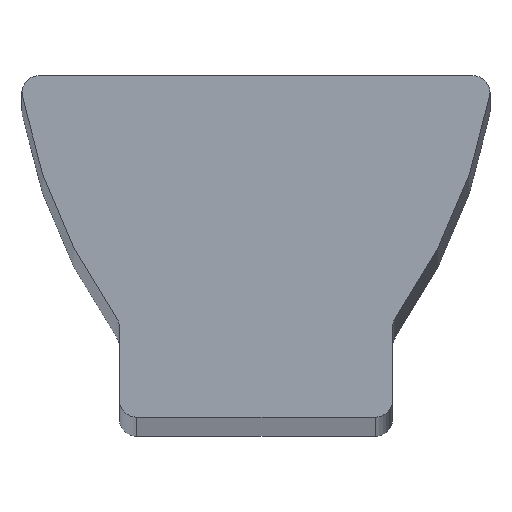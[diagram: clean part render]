
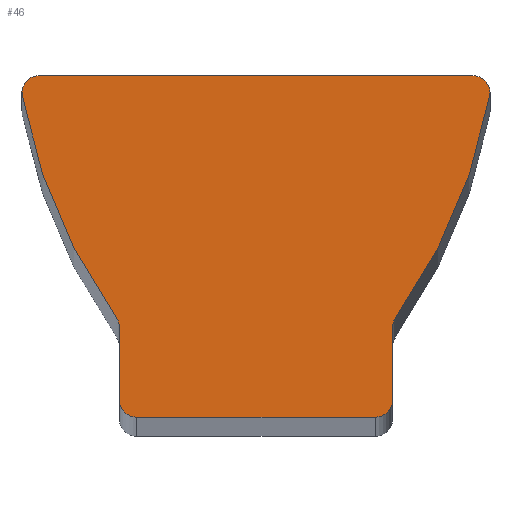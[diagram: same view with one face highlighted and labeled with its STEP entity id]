
A CAD part, top view. The second image highlights one B-rep face of the part: STEP entity #46.
In plain terms, the highlighted planar face has unit normal (0, 0, 1).
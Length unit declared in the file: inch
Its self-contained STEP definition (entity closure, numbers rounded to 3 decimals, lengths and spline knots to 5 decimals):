
#2 = CARTESIAN_POINT ( 'NONE',  ( 0.2186, 0.0312, 0.3125 ) ) ;
#6 = DIRECTION ( 'NONE',  ( 1., 0., 0. ) ) ;
#11 = ORIENTED_EDGE ( 'NONE', *, *, #345, .T. ) ;
#13 = CARTESIAN_POINT ( 'NONE',  ( 0.5705, 0.77177, 0.3125 ) ) ;
#16 = FACE_OUTER_BOUND ( 'NONE', #354, .T. ) ;
#17 = CARTESIAN_POINT ( 'NONE',  ( -0.5705, 0.77177, 0.3125 ) ) ;
#33 = ORIENTED_EDGE ( 'NONE', *, *, #255, .T. ) ;
#34 = ORIENTED_EDGE ( 'NONE', *, *, #520, .T. ) ;
#39 = CARTESIAN_POINT ( 'NONE',  ( -0.3971, 0.6254, 0.3125 ) ) ;
#43 = ORIENTED_EDGE ( 'NONE', *, *, #446, .T. ) ;
#46 = ADVANCED_FACE ( 'NONE', ( #16 ), #552, .T. ) ;
#57 = CIRCLE ( 'NONE', #475, 1.01508 ) ;
#68 = CARTESIAN_POINT ( 'NONE',  ( -0.2498, 0.0313, 0.3125 ) ) ;
#74 = CARTESIAN_POINT ( 'NONE',  ( 0.3971, 0.6254, 0.3125 ) ) ;
#77 = CARTESIAN_POINT ( 'NONE',  ( -0.4279, 0.5885, 0.3125 ) ) ;
#84 = DIRECTION ( 'NONE',  ( 0., 0., -1. ) ) ;
#85 = CARTESIAN_POINT ( 'NONE',  ( -0.2556, 0.1819, 0.3125 ) ) ;
#89 = LINE ( 'NONE', #164, #196 ) ;
#91 = ORIENTED_EDGE ( 'NONE', *, *, #93, .T. ) ;
#93 = EDGE_CURVE ( 'NONE', #483, #497, #89, .T. ) ;
#98 = CARTESIAN_POINT ( 'NONE',  ( 0.28126, 0.1637, 0.3125 ) ) ;
#102 = CARTESIAN_POINT ( 'NONE',  ( 0.2498, 0.1637, 0.3125 ) ) ;
#106 = CARTESIAN_POINT ( 'NONE',  ( 0.2498, 0.0312, 0.3125 ) ) ;
#110 = AXIS2_PLACEMENT_3D ( 'NONE', #135, #498, #160 ) ;
#116 = CARTESIAN_POINT ( 'NONE',  ( -0.28126, 0.1637, 0.3125 ) ) ;
#117 = LINE ( 'NONE', #141, #377 ) ;
#121 = VECTOR ( 'NONE', #170, 39.37008 ) ;
#128 = VERTEX_POINT ( 'NONE', #85 ) ;
#130 = DIRECTION ( 'NONE',  ( 1., 0., 0. ) ) ;
#135 = CARTESIAN_POINT ( 'NONE',  ( 0.2186, 0.0312, 0.3125 ) ) ;
#136 = CARTESIAN_POINT ( 'NONE',  ( 0.39716, 0.59414, 0.3125 ) ) ;
#138 = CARTESIAN_POINT ( 'NONE',  ( -0.39716, 0.59414, 0.3125 ) ) ;
#140 = VERTEX_POINT ( 'NONE', #74 ) ;
#141 = CARTESIAN_POINT ( 'NONE',  ( 0.2498, 0.0313, 0.3125 ) ) ;
#144 = CARTESIAN_POINT ( 'NONE',  ( -0.2186, 0.0312, 0.3125 ) ) ;
#151 = CIRCLE ( 'NONE', #291, 0.0312 ) ;
#152 = VERTEX_POINT ( 'NONE', #191 ) ;
#153 = CIRCLE ( 'NONE', #433, 0.03126 ) ;
#160 = DIRECTION ( 'NONE',  ( 1., 0., 0. ) ) ;
#164 = CARTESIAN_POINT ( 'NONE',  ( -0.2498, 0.0313, 0.3125 ) ) ;
#167 = DIRECTION ( 'NONE',  ( 1., 0., 0. ) ) ;
#170 = DIRECTION ( 'NONE',  ( 1., 0., 0. ) ) ;
#184 = CIRCLE ( 'NONE', #528, 0.03126 ) ;
#185 = ORIENTED_EDGE ( 'NONE', *, *, #460, .T. ) ;
#191 = CARTESIAN_POINT ( 'NONE',  ( 0.2498, 0.0313, 0.3125 ) ) ;
#193 = CARTESIAN_POINT ( 'NONE',  ( 0.39716, 0.59414, 0.3125 ) ) ;
#196 = VECTOR ( 'NONE', #417, 39.37008 ) ;
#203 = VERTEX_POINT ( 'NONE', #553 ) ;
#204 = AXIS2_PLACEMENT_3D ( 'NONE', #13, #286, #555 ) ;
#213 = CARTESIAN_POINT ( 'NONE',  ( 0.2556, 0.1819, 0.3125 ) ) ;
#218 = DIRECTION ( 'NONE',  ( -1., 0., 0. ) ) ;
#227 = VERTEX_POINT ( 'NONE', #39 ) ;
#233 = ORIENTED_EDGE ( 'NONE', *, *, #546, .T. ) ;
#234 = DIRECTION ( 'NONE',  ( 0., 1., 0. ) ) ;
#238 = DIRECTION ( 'NONE',  ( 1., 0., 0. ) ) ;
#244 = AXIS2_PLACEMENT_3D ( 'NONE', #98, #289, #391 ) ;
#250 = VERTEX_POINT ( 'NONE', #102 ) ;
#255 = EDGE_CURVE ( 'NONE', #227, #360, #153, .T. ) ;
#259 = LINE ( 'NONE', #467, #457 ) ;
#273 = EDGE_CURVE ( 'NONE', #128, #483, #473, .T. ) ;
#286 = DIRECTION ( 'NONE',  ( 0., 0., 1. ) ) ;
#289 = DIRECTION ( 'NONE',  ( 0., 0., -1. ) ) ;
#291 = AXIS2_PLACEMENT_3D ( 'NONE', #2, #500, #167 ) ;
#296 = DIRECTION ( 'NONE',  ( 0., 0., 1. ) ) ;
#302 = CIRCLE ( 'NONE', #357, 0.0312 ) ;
#303 = CARTESIAN_POINT ( 'NONE',  ( 0.39716, 0.59414, 0.3125 ) ) ;
#312 = VERTEX_POINT ( 'NONE', #490 ) ;
#316 = EDGE_CURVE ( 'NONE', #344, #340, #57, .T. ) ;
#317 = DIRECTION ( 'NONE',  ( 0., 0., 1. ) ) ;
#320 = ORIENTED_EDGE ( 'NONE', *, *, #273, .T. ) ;
#321 = CARTESIAN_POINT ( 'NONE',  ( -0.2498, 0.1637, 0.3125 ) ) ;
#328 = VERTEX_POINT ( 'NONE', #106 ) ;
#331 = CARTESIAN_POINT ( 'NONE',  ( 0.2186, 0., 0.3125 ) ) ;
#333 = CIRCLE ( 'NONE', #204, 1.01508 ) ;
#336 = DIRECTION ( 'NONE',  ( 1., 0., 0. ) ) ;
#339 = CARTESIAN_POINT ( 'NONE',  ( 0.4279, 0.5885, 0.3125 ) ) ;
#340 = VERTEX_POINT ( 'NONE', #339 ) ;
#344 = VERTEX_POINT ( 'NONE', #213 ) ;
#345 = EDGE_CURVE ( 'NONE', #340, #203, #482, .T. ) ;
#349 = ORIENTED_EDGE ( 'NONE', *, *, #397, .T. ) ;
#354 = EDGE_LOOP ( 'NONE', ( #11, #479, #386, #33, #43, #320, #91, #371, #540, #185, #349, #233, #34, #489 ) ) ;
#355 = DIRECTION ( 'NONE',  ( -1., 0., 0. ) ) ;
#357 = AXIS2_PLACEMENT_3D ( 'NONE', #144, #381, #355 ) ;
#360 = VERTEX_POINT ( 'NONE', #77 ) ;
#371 = ORIENTED_EDGE ( 'NONE', *, *, #372, .T. ) ;
#372 = EDGE_CURVE ( 'NONE', #497, #312, #302, .T. ) ;
#377 = VECTOR ( 'NONE', #234, 39.37008 ) ;
#379 = CIRCLE ( 'NONE', #110, 0.0312 ) ;
#381 = DIRECTION ( 'NONE',  ( 0., 0., 1. ) ) ;
#383 = AXIS2_PLACEMENT_3D ( 'NONE', #193, #551, #238 ) ;
#384 = EDGE_CURVE ( 'NONE', #312, #414, #532, .T. ) ;
#386 = ORIENTED_EDGE ( 'NONE', *, *, #438, .T. ) ;
#391 = DIRECTION ( 'NONE',  ( -1., 0., 0. ) ) ;
#392 = CIRCLE ( 'NONE', #244, 0.03146 ) ;
#397 = EDGE_CURVE ( 'NONE', #328, #152, #151, .T. ) ;
#406 = DIRECTION ( 'NONE',  ( 1., 0., 0. ) ) ;
#408 = DIRECTION ( 'NONE',  ( -1., 0., 0. ) ) ;
#414 = VERTEX_POINT ( 'NONE', #331 ) ;
#417 = DIRECTION ( 'NONE',  ( 0., -1., 0. ) ) ;
#433 = AXIS2_PLACEMENT_3D ( 'NONE', #138, #317, #408 ) ;
#435 = CARTESIAN_POINT ( 'NONE',  ( -0.2186, 0., 0.3125 ) ) ;
#438 = EDGE_CURVE ( 'NONE', #140, #227, #259, .T. ) ;
#446 = EDGE_CURVE ( 'NONE', #360, #128, #333, .T. ) ;
#457 = VECTOR ( 'NONE', #218, 39.37008 ) ;
#460 = EDGE_CURVE ( 'NONE', #414, #328, #379, .T. ) ;
#467 = CARTESIAN_POINT ( 'NONE',  ( 0.3971, 0.6254, 0.3125 ) ) ;
#473 = CIRCLE ( 'NONE', #516, 0.03146 ) ;
#475 = AXIS2_PLACEMENT_3D ( 'NONE', #17, #296, #6 ) ;
#479 = ORIENTED_EDGE ( 'NONE', *, *, #507, .T. ) ;
#482 = CIRCLE ( 'NONE', #383, 0.03126 ) ;
#483 = VERTEX_POINT ( 'NONE', #321 ) ;
#489 = ORIENTED_EDGE ( 'NONE', *, *, #316, .T. ) ;
#490 = CARTESIAN_POINT ( 'NONE',  ( -0.2186, 0., 0.3125 ) ) ;
#497 = VERTEX_POINT ( 'NONE', #68 ) ;
#498 = DIRECTION ( 'NONE',  ( 0., 0., 1. ) ) ;
#500 = DIRECTION ( 'NONE',  ( 0., 0., 1. ) ) ;
#507 = EDGE_CURVE ( 'NONE', #203, #140, #184, .T. ) ;
#509 = DIRECTION ( 'NONE',  ( 0., 0., 1. ) ) ;
#516 = AXIS2_PLACEMENT_3D ( 'NONE', #116, #84, #130 ) ;
#520 = EDGE_CURVE ( 'NONE', #250, #344, #392, .T. ) ;
#528 = AXIS2_PLACEMENT_3D ( 'NONE', #303, #509, #406 ) ;
#531 = DIRECTION ( 'NONE',  ( 0., 0., 1. ) ) ;
#532 = LINE ( 'NONE', #435, #121 ) ;
#540 = ORIENTED_EDGE ( 'NONE', *, *, #384, .T. ) ;
#545 = AXIS2_PLACEMENT_3D ( 'NONE', #136, #531, #336 ) ;
#546 = EDGE_CURVE ( 'NONE', #152, #250, #117, .T. ) ;
#551 = DIRECTION ( 'NONE',  ( 0., 0., 1. ) ) ;
#552 = PLANE ( 'NONE',  #545 ) ;
#553 = CARTESIAN_POINT ( 'NONE',  ( 0.42841, 0.59414, 0.3125 ) ) ;
#555 = DIRECTION ( 'NONE',  ( -1., 0., 0. ) ) ;
